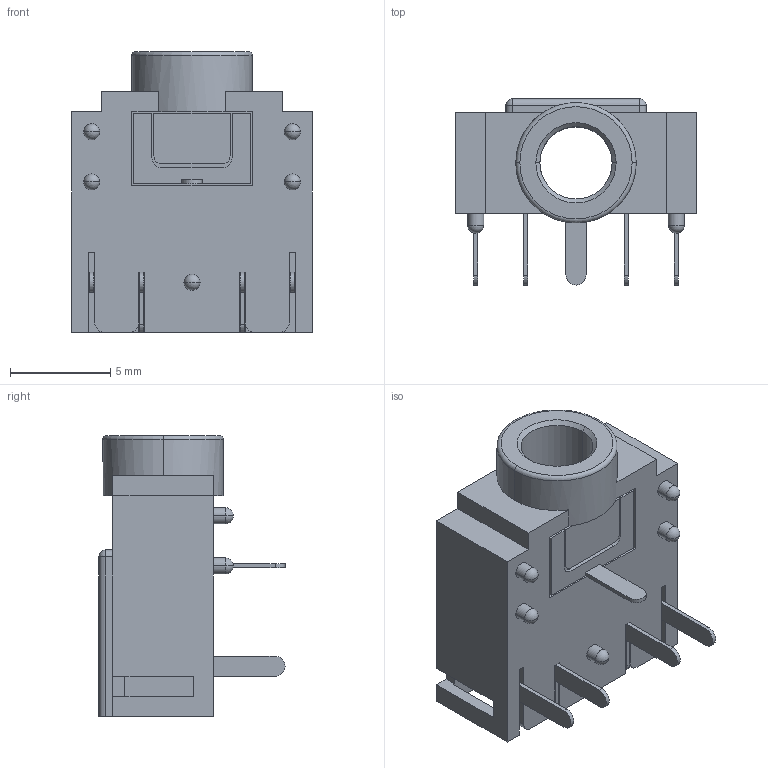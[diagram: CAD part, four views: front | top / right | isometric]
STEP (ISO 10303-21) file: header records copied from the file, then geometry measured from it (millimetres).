
FILE_DESCRIPTION((''),'2;1');
FILE_NAME('PJ-307-HD-X','2020-09-24T',('cwg'),(''),'PRO/ENGINEER BY PARAMETRIC TECHNOLOGY CORPORATION, 2010280','PRO/ENGINEER BY PARAMETRIC TECHNOLOGY CORPORATION, 2010280','');
FILE_SCHEMA(('CONFIG_CONTROL_DESIGN'));
Length unit declared in the file: millimetre
Products named in the file (1): PJ-307-HD-X
Bounding box: 12 x 9.28 x 14 mm (x, y, z)
Volume: 558.9 mm3; surface area: 1008.7 mm2
Topology: 5 solids, 5 shells, 238 faces, 660 edges, 427 vertices
Faces by surface type: plane 180, cylinder 42, sphere 12, torus 2, cone 2
Entity records: 7498 total; most frequent: CARTESIAN_POINT 1315, ORIENTED_EDGE 1300, DIRECTION 1232, EDGE_CURVE 650, VECTOR 544, LINE 544, VERTEX_POINT 427, AXIS2_PLACEMENT_3D 344
